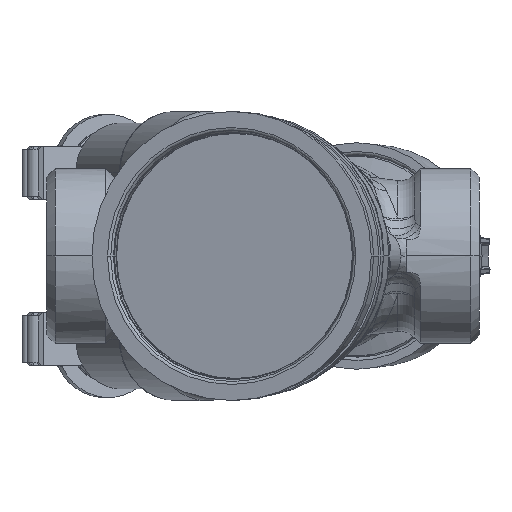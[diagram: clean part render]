
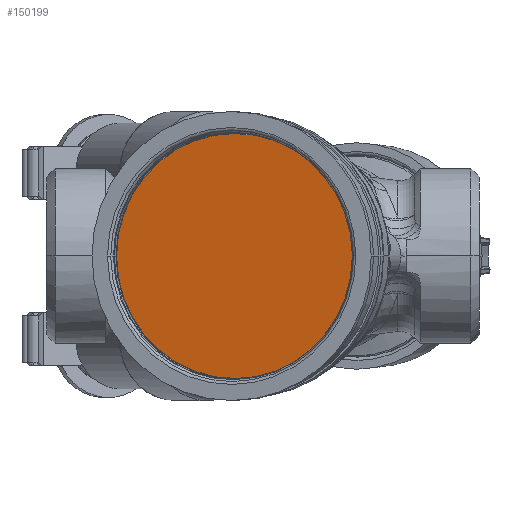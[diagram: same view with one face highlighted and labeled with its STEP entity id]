
A CAD part, front view. The second image highlights one B-rep face of the part: STEP entity #150199.
In plain terms, the highlighted face is planar.
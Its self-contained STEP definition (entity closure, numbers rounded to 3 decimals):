
#149226=CARTESIAN_POINT('',(0.,6.2,0.));
#149227=DIRECTION('',(0.,1.,0.));
#149228=DIRECTION('',(-1.,0.,0.));
#149229=AXIS2_PLACEMENT_3D('',#149226,#149227,#149228);
#149241=CARTESIAN_POINT('',(0.,6.2,0.));
#149242=DIRECTION('',(0.,1.,0.));
#149243=DIRECTION('',(1.,0.,0.));
#149244=AXIS2_PLACEMENT_3D('',#149241,#149242,#149243);
#149246=CARTESIAN_POINT('',(0.,6.2,0.));
#149247=DIRECTION('',(0.,-1.,0.));
#149248=DIRECTION('',(-1.,0.,0.));
#149249=AXIS2_PLACEMENT_3D('',#149246,#149247,#149248);
#149251=CARTESIAN_POINT('',(0.,6.2,0.));
#149252=DIRECTION('',(0.,-1.,0.));
#149253=DIRECTION('',(1.,0.,0.));
#149254=AXIS2_PLACEMENT_3D('',#149251,#149252,#149253);
#149710=CARTESIAN_POINT('',(-18.4,6.2,0.));
#149711=VERTEX_POINT('',#149710);
#149712=CARTESIAN_POINT('',(-18.4,6.2,0.084));
#149713=VERTEX_POINT('',#149712);
#149714=CARTESIAN_POINT('',(18.4,6.2,0.));
#149715=VERTEX_POINT('',#149714);
#149716=CARTESIAN_POINT('',(18.4,6.2,-0.084));
#149717=VERTEX_POINT('',#149716);
#150188=CARTESIAN_POINT('',(0.,6.2,0.));
#150189=DIRECTION('',(0.,-1.,0.));
#150190=DIRECTION('',(-1.,0.,0.));
#150191=AXIS2_PLACEMENT_3D('',#150188,#150189,#150190);
#150192=PLANE('',#150191);
#150193=ORIENTED_EDGE('',*,*,#150182,.T.);
#150194=ORIENTED_EDGE('',*,*,#150180,.F.);
#150195=ORIENTED_EDGE('',*,*,#150166,.T.);
#150196=ORIENTED_EDGE('',*,*,#150164,.F.);
#150197=EDGE_LOOP('',(#150193,#150194,#150195,#150196));
#150198=FACE_OUTER_BOUND('',#150197,.F.);
#150199=ADVANCED_FACE('',(#150198),#150192,.F.);
#149230=CIRCLE('',#149229,18.4);
#149245=CIRCLE('',#149244,18.4);
#149250=CIRCLE('',#149249,18.4);
#149255=CIRCLE('',#149254,18.4);
#150164=EDGE_CURVE('',#149711,#149713,#149230,.T.);
#150166=EDGE_CURVE('',#149715,#149713,#149255,.T.);
#150180=EDGE_CURVE('',#149715,#149717,#149245,.T.);
#150182=EDGE_CURVE('',#149711,#149717,#149250,.T.);
